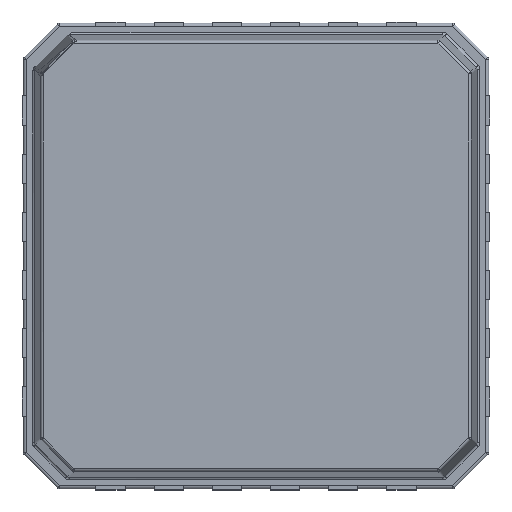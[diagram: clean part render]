
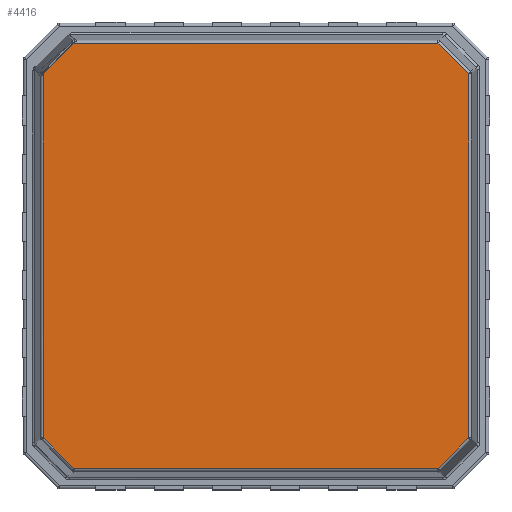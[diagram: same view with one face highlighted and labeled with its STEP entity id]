
A CAD part, top view. The second image highlights one B-rep face of the part: STEP entity #4416.
In plain terms, the highlighted planar face has unit normal (0, 0, 1).
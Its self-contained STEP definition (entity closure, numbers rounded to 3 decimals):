
#46 = CARTESIAN_POINT ( 'NONE',  ( 0., 0., 1. ) ) ;
#118 = CARTESIAN_POINT ( 'NONE',  ( -1.563, 1.826, 1. ) ) ;
#318 = LINE ( 'NONE', #8012, #3745 ) ;
#652 = VECTOR ( 'NONE', #1592, 1000. ) ;
#739 = DIRECTION ( 'NONE',  ( 1., 0., 0. ) ) ;
#749 = EDGE_CURVE ( 'NONE', #15343, #14868, #3807, .T. ) ;
#859 = ORIENTED_EDGE ( 'NONE', *, *, #10143, .T. ) ;
#893 = AXIS2_PLACEMENT_3D ( 'NONE', #46, #10274, #1537 ) ;
#954 = VECTOR ( 'NONE', #6065, 1000. ) ;
#1470 = PLANE ( 'NONE',  #893 ) ;
#1537 = DIRECTION ( 'NONE',  ( 0., -1., 0. ) ) ;
#1570 = VECTOR ( 'NONE', #9883, 1000. ) ;
#1592 = DIRECTION ( 'NONE',  ( -0.707, -0.707, 0. ) ) ;
#2050 = CARTESIAN_POINT ( 'NONE',  ( 1.826, 0., 1. ) ) ;
#2946 = EDGE_CURVE ( 'NONE', #15343, #10321, #17019, .T. ) ;
#3630 = ORIENTED_EDGE ( 'NONE', *, *, #749, .F. ) ;
#3745 = VECTOR ( 'NONE', #739, 1000. ) ;
#3804 = DIRECTION ( 'NONE',  ( -0.707, 0.707, 0. ) ) ;
#3807 = LINE ( 'NONE', #9200, #18772 ) ;
#4380 = LINE ( 'NONE', #11080, #7792 ) ;
#4416 = ADVANCED_FACE ( 'NONE', ( #18487 ), #1470, .T. ) ;
#4850 = LINE ( 'NONE', #17578, #954 ) ;
#5569 = VERTEX_POINT ( 'NONE', #10881 ) ;
#6065 = DIRECTION ( 'NONE',  ( 0.707, -0.707, 0. ) ) ;
#6150 = EDGE_CURVE ( 'NONE', #18195, #10321, #18160, .T. ) ;
#6470 = DIRECTION ( 'NONE',  ( -1., 0., 0. ) ) ;
#7006 = CARTESIAN_POINT ( 'NONE',  ( 1.826, 1.563, 1. ) ) ;
#7267 = CARTESIAN_POINT ( 'NONE',  ( -1.826, 0., 1. ) ) ;
#7792 = VECTOR ( 'NONE', #3804, 1000. ) ;
#7901 = EDGE_LOOP ( 'NONE', ( #9166, #18099, #859, #16302, #14554, #3630, #17616, #10095 ) ) ;
#7938 = CARTESIAN_POINT ( 'NONE',  ( -1.563, -1.826, 1. ) ) ;
#8012 = CARTESIAN_POINT ( 'NONE',  ( 0., 1.826, 1. ) ) ;
#8267 = EDGE_CURVE ( 'NONE', #18195, #18712, #4380, .T. ) ;
#9022 = CARTESIAN_POINT ( 'NONE',  ( 1.563, 1.826, 1. ) ) ;
#9030 = CARTESIAN_POINT ( 'NONE',  ( -1.563, 1.826, 1. ) ) ;
#9166 = ORIENTED_EDGE ( 'NONE', *, *, #8267, .T. ) ;
#9200 = CARTESIAN_POINT ( 'NONE',  ( 0., -1.826, 1. ) ) ;
#9883 = DIRECTION ( 'NONE',  ( 0.707, 0.707, 0. ) ) ;
#10095 = ORIENTED_EDGE ( 'NONE', *, *, #6150, .F. ) ;
#10143 = EDGE_CURVE ( 'NONE', #10923, #16423, #15671, .T. ) ;
#10274 = DIRECTION ( 'NONE',  ( 0., 0., 1. ) ) ;
#10321 = VERTEX_POINT ( 'NONE', #18443 ) ;
#10478 = VECTOR ( 'NONE', #10792, 1000. ) ;
#10792 = DIRECTION ( 'NONE',  ( 0., -1., 0. ) ) ;
#10881 = CARTESIAN_POINT ( 'NONE',  ( -1.826, -1.563, 1. ) ) ;
#10923 = VERTEX_POINT ( 'NONE', #9030 ) ;
#11080 = CARTESIAN_POINT ( 'NONE',  ( 1.826, 1.563, 1. ) ) ;
#11336 = CARTESIAN_POINT ( 'NONE',  ( 1.563, -1.826, 1. ) ) ;
#13401 = EDGE_CURVE ( 'NONE', #10923, #18712, #318, .T. ) ;
#14542 = LINE ( 'NONE', #7267, #18369 ) ;
#14554 = ORIENTED_EDGE ( 'NONE', *, *, #18357, .T. ) ;
#14868 = VERTEX_POINT ( 'NONE', #7938 ) ;
#15050 = CARTESIAN_POINT ( 'NONE',  ( -1.826, 1.563, 1. ) ) ;
#15343 = VERTEX_POINT ( 'NONE', #15355 ) ;
#15355 = CARTESIAN_POINT ( 'NONE',  ( 1.563, -1.826, 1. ) ) ;
#15671 = LINE ( 'NONE', #118, #652 ) ;
#15948 = DIRECTION ( 'NONE',  ( 0., 1., 0. ) ) ;
#16185 = EDGE_CURVE ( 'NONE', #5569, #16423, #14542, .T. ) ;
#16302 = ORIENTED_EDGE ( 'NONE', *, *, #16185, .F. ) ;
#16423 = VERTEX_POINT ( 'NONE', #15050 ) ;
#17019 = LINE ( 'NONE', #11336, #1570 ) ;
#17578 = CARTESIAN_POINT ( 'NONE',  ( -1.826, -1.563, 1. ) ) ;
#17616 = ORIENTED_EDGE ( 'NONE', *, *, #2946, .T. ) ;
#18099 = ORIENTED_EDGE ( 'NONE', *, *, #13401, .F. ) ;
#18160 = LINE ( 'NONE', #2050, #10478 ) ;
#18195 = VERTEX_POINT ( 'NONE', #7006 ) ;
#18357 = EDGE_CURVE ( 'NONE', #5569, #14868, #4850, .T. ) ;
#18369 = VECTOR ( 'NONE', #15948, 1000. ) ;
#18443 = CARTESIAN_POINT ( 'NONE',  ( 1.826, -1.563, 1. ) ) ;
#18487 = FACE_OUTER_BOUND ( 'NONE', #7901, .T. ) ;
#18712 = VERTEX_POINT ( 'NONE', #9022 ) ;
#18772 = VECTOR ( 'NONE', #6470, 1000. ) ;
